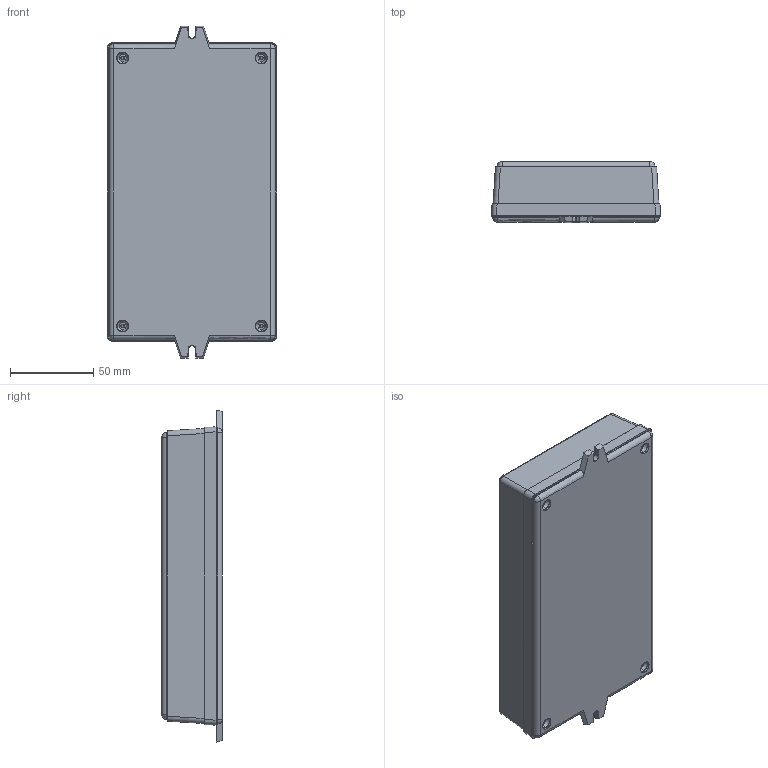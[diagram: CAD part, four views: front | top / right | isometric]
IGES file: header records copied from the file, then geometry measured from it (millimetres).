
Start section: SolidWorks IGES file using analytic representation for surfaces
Global section: file name: Z-72U.IGS; native system: SolidWorks 2009; preprocessor: SolidWorks 2009; author: uki; date: 120524.211904; units: millimetre
Bounding box: 101.5 x 36.3 x 199.27 mm (x, y, z)
Surface area: 111137.4 mm2 (no closed solid volume)
Topology: 0 solids, 0 shells, 211 faces, 3252 edges, 3252 vertices
Faces by surface type: revolution 122, bspline 89
